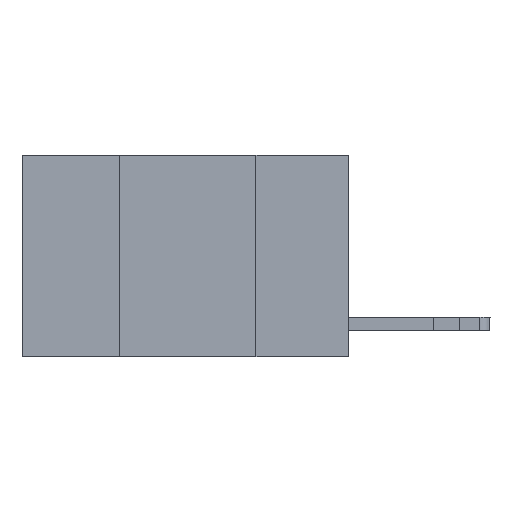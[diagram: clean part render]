
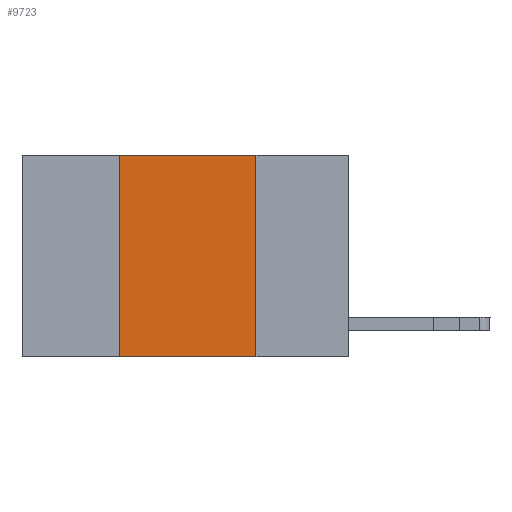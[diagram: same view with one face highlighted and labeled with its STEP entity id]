
A CAD part, left-side view. The second image highlights one B-rep face of the part: STEP entity #9723.
In plain terms, the highlighted planar face has unit normal (-1, 0, 0).
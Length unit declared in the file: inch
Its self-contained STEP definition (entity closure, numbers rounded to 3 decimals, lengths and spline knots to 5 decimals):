
#1239 = ORIENTED_EDGE ( 'NONE', *, *, #12910, .F. ) ;
#1529 = LINE ( 'NONE', #2086, #17509 ) ;
#1574 = EDGE_LOOP ( 'NONE', ( #16732, #13127, #1239, #14118 ) ) ;
#1991 = CARTESIAN_POINT ( 'NONE',  ( 0., 0.6, 0. ) ) ;
#2086 = CARTESIAN_POINT ( 'NONE',  ( 0., 0.6, -0.37 ) ) ;
#2850 = CARTESIAN_POINT ( 'NONE',  ( 0., 0.17, 0. ) ) ;
#3315 = LINE ( 'NONE', #1991, #11082 ) ;
#3460 = CARTESIAN_POINT ( 'NONE',  ( 0., 0.17, 0. ) ) ;
#3557 = DIRECTION ( 'NONE',  ( 0., -1., 0. ) ) ;
#3974 = DIRECTION ( 'NONE',  ( 1., 0., 0. ) ) ;
#4110 = CARTESIAN_POINT ( 'NONE',  ( 0., 0.42, -0.37 ) ) ;
#4681 = EDGE_CURVE ( 'NONE', #5685, #5637, #3315, .T. ) ;
#5637 = VERTEX_POINT ( 'NONE', #2850 ) ;
#5685 = VERTEX_POINT ( 'NONE', #16558 ) ;
#7007 = VERTEX_POINT ( 'NONE', #7507 ) ;
#7507 = CARTESIAN_POINT ( 'NONE',  ( 0., 0.17, -0.37 ) ) ;
#8983 = DIRECTION ( 'NONE',  ( 0., 0., 1. ) ) ;
#9244 = VECTOR ( 'NONE', #8983, 39.37008 ) ;
#9723 = ADVANCED_FACE ( 'NONE', ( #14724 ), #14739, .F. ) ;
#10829 = EDGE_CURVE ( 'NONE', #15011, #7007, #1529, .T. ) ;
#11065 = VECTOR ( 'NONE', #12761, 39.37008 ) ;
#11082 = VECTOR ( 'NONE', #3557, 39.37008 ) ;
#12761 = DIRECTION ( 'NONE',  ( 0., 0., -1. ) ) ;
#12910 = EDGE_CURVE ( 'NONE', #15011, #5685, #13370, .T. ) ;
#13127 = ORIENTED_EDGE ( 'NONE', *, *, #4681, .F. ) ;
#13262 = CARTESIAN_POINT ( 'NONE',  ( 0., 0.6, 0. ) ) ;
#13370 = LINE ( 'NONE', #16670, #9244 ) ;
#14118 = ORIENTED_EDGE ( 'NONE', *, *, #10829, .T. ) ;
#14724 = FACE_OUTER_BOUND ( 'NONE', #1574, .T. ) ;
#14739 = PLANE ( 'NONE',  #14742 ) ;
#14742 = AXIS2_PLACEMENT_3D ( 'NONE', #13262, #3974, #14802 ) ;
#14802 = DIRECTION ( 'NONE',  ( 0., 0., -1. ) ) ;
#15011 = VERTEX_POINT ( 'NONE', #4110 ) ;
#15993 = EDGE_CURVE ( 'NONE', #5637, #7007, #19252, .T. ) ;
#16558 = CARTESIAN_POINT ( 'NONE',  ( 0., 0.42, 0. ) ) ;
#16670 = CARTESIAN_POINT ( 'NONE',  ( 0., 0.42, 0. ) ) ;
#16732 = ORIENTED_EDGE ( 'NONE', *, *, #15993, .F. ) ;
#17509 = VECTOR ( 'NONE', #17585, 39.37008 ) ;
#17585 = DIRECTION ( 'NONE',  ( 0., -1., 0. ) ) ;
#19252 = LINE ( 'NONE', #3460, #11065 ) ;
